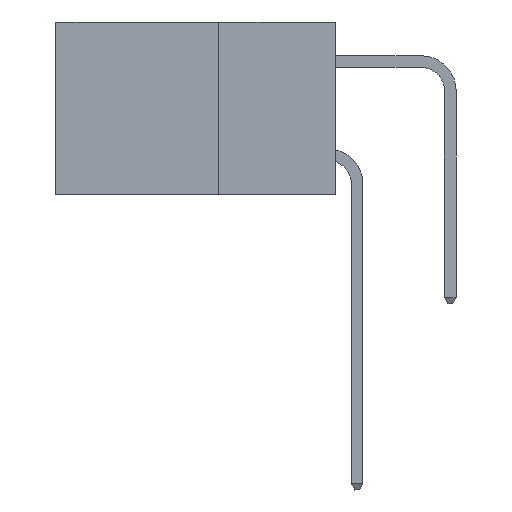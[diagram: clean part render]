
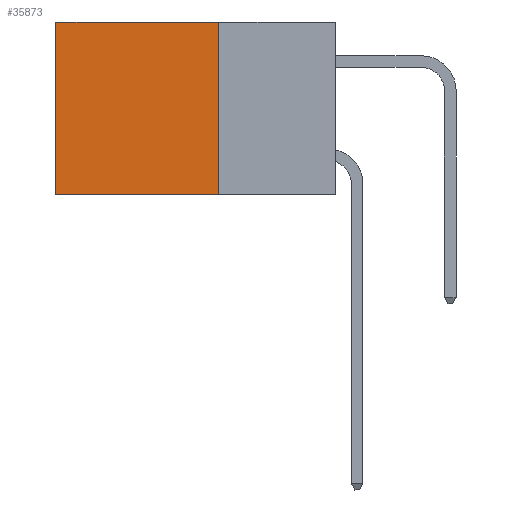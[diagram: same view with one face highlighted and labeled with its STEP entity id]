
A CAD part, left-side view. The second image highlights one B-rep face of the part: STEP entity #35873.
In plain terms, the highlighted planar face has unit normal (-1, 0, 0).
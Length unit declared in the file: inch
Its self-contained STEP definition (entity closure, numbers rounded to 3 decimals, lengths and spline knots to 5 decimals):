
#311 = VECTOR ( 'NONE', #35105, 39.37008 ) ;
#1886 = CARTESIAN_POINT ( 'NONE',  ( 0.2875, 0.6, 0. ) ) ;
#3546 = ORIENTED_EDGE ( 'NONE', *, *, #31209, .F. ) ;
#5537 = CARTESIAN_POINT ( 'NONE',  ( 0.2875, 0.25, -0.37 ) ) ;
#7414 = VERTEX_POINT ( 'NONE', #31728 ) ;
#8676 = CARTESIAN_POINT ( 'NONE',  ( 0.2875, 0.25, 0. ) ) ;
#9941 = ORIENTED_EDGE ( 'NONE', *, *, #30959, .T. ) ;
#11411 = ORIENTED_EDGE ( 'NONE', *, *, #23777, .F. ) ;
#11648 = VECTOR ( 'NONE', #37818, 39.37008 ) ;
#13066 = CARTESIAN_POINT ( 'NONE',  ( 0.2875, 0.25, 0. ) ) ;
#13510 = LINE ( 'NONE', #5537, #11648 ) ;
#14562 = LINE ( 'NONE', #8676, #311 ) ;
#15247 = LINE ( 'NONE', #13066, #31640 ) ;
#17649 = LINE ( 'NONE', #1886, #22682 ) ;
#20919 = VERTEX_POINT ( 'NONE', #28161 ) ;
#22191 = PLANE ( 'NONE',  #25201 ) ;
#22682 = VECTOR ( 'NONE', #31060, 39.37008 ) ;
#23777 = EDGE_CURVE ( 'NONE', #33987, #20919, #14562, .T. ) ;
#23802 = CARTESIAN_POINT ( 'NONE',  ( 0.2875, 0.6, 0. ) ) ;
#25092 = DIRECTION ( 'NONE',  ( 0., 1., 0. ) ) ;
#25136 = CARTESIAN_POINT ( 'NONE',  ( 0.2875, 0.25, 0. ) ) ;
#25201 = AXIS2_PLACEMENT_3D ( 'NONE', #25136, #33867, #36825 ) ;
#25745 = CARTESIAN_POINT ( 'NONE',  ( 0.2875, 0.25, 0. ) ) ;
#28161 = CARTESIAN_POINT ( 'NONE',  ( 0.2875, 0.25, -0.37 ) ) ;
#30785 = EDGE_CURVE ( 'NONE', #33987, #31838, #15247, .T. ) ;
#30959 = EDGE_CURVE ( 'NONE', #31838, #7414, #17649, .T. ) ;
#31060 = DIRECTION ( 'NONE',  ( 0., 0., -1. ) ) ;
#31209 = EDGE_CURVE ( 'NONE', #20919, #7414, #13510, .T. ) ;
#31640 = VECTOR ( 'NONE', #25092, 39.37008 ) ;
#31728 = CARTESIAN_POINT ( 'NONE',  ( 0.2875, 0.6, -0.37 ) ) ;
#31838 = VERTEX_POINT ( 'NONE', #23802 ) ;
#32622 = ORIENTED_EDGE ( 'NONE', *, *, #30785, .T. ) ;
#33707 = FACE_OUTER_BOUND ( 'NONE', #36373, .T. ) ;
#33867 = DIRECTION ( 'NONE',  ( 1., 0., 0. ) ) ;
#33987 = VERTEX_POINT ( 'NONE', #25745 ) ;
#35105 = DIRECTION ( 'NONE',  ( 0., 0., -1. ) ) ;
#35873 = ADVANCED_FACE ( 'NONE', ( #33707 ), #22191, .F. ) ;
#36373 = EDGE_LOOP ( 'NONE', ( #9941, #3546, #11411, #32622 ) ) ;
#36825 = DIRECTION ( 'NONE',  ( 0., 0., -1. ) ) ;
#37818 = DIRECTION ( 'NONE',  ( 0., 1., 0. ) ) ;
